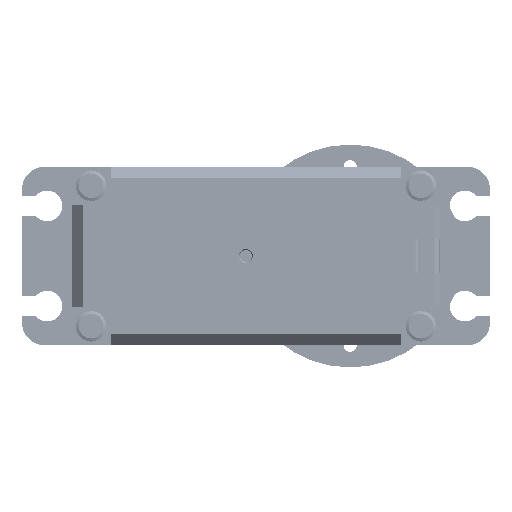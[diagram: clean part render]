
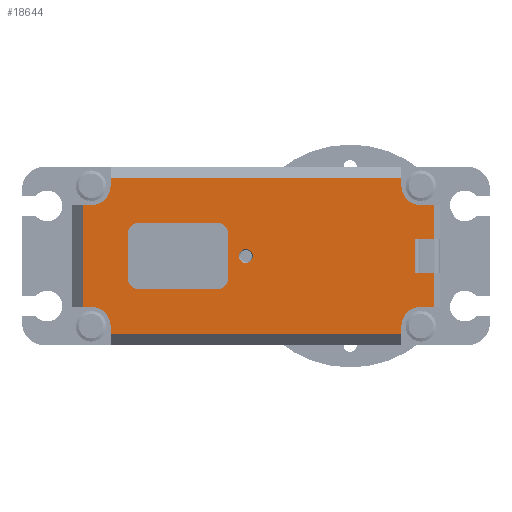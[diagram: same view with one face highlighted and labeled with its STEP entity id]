
A CAD part, front view. The second image highlights one B-rep face of the part: STEP entity #18644.
In plain terms, the highlighted planar face has unit normal (0, -1, 0).
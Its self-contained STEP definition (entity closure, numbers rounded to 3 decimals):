
#12802=DIRECTION('',(0.,0.,-1.));
#12803=VECTOR('',#12802,8.);
#12804=CARTESIAN_POINT('',(-23.,-40.5,4.));
#12805=LINE('',#12804,#12803);
#12809=DIRECTION('',(1.,0.,0.));
#12810=VECTOR('',#12809,14.);
#12811=CARTESIAN_POINT('',(-21.,-40.5,-6.));
#12812=LINE('',#12811,#12810);
#12816=DIRECTION('',(0.,0.,1.));
#12817=VECTOR('',#12816,8.);
#12818=CARTESIAN_POINT('',(-5.,-40.5,-4.));
#12819=LINE('',#12818,#12817);
#12823=DIRECTION('',(-1.,0.,0.));
#12824=VECTOR('',#12823,14.);
#12825=CARTESIAN_POINT('',(-7.,-40.5,6.));
#12826=LINE('',#12825,#12824);
#12830=CARTESIAN_POINT('',(-1.8,-40.5,0.));
#12831=DIRECTION('',(0.,1.,0.));
#12832=DIRECTION('',(1.,0.,0.));
#12833=AXIS2_PLACEMENT_3D('',#12830,#12831,#12832);
#12838=CARTESIAN_POINT('',(-1.8,-40.5,0.));
#12839=DIRECTION('',(0.,1.,0.));
#12840=DIRECTION('',(-1.,0.,0.));
#12841=AXIS2_PLACEMENT_3D('',#12838,#12839,#12840);
#12846=DIRECTION('',(0.,0.,1.));
#12847=VECTOR('',#12846,6.);
#12848=CARTESIAN_POINT('',(28.5,-40.5,-3.));
#12849=LINE('',#12848,#12847);
#12853=DIRECTION('',(0.,0.,-1.));
#12854=VECTOR('',#12853,6.1);
#12855=CARTESIAN_POINT('',(32.,-40.5,-3.));
#12856=LINE('',#12855,#12854);
#12860=DIRECTION('',(-1.,0.,0.));
#12861=VECTOR('',#12860,2.4);
#12862=CARTESIAN_POINT('',(32.,-40.5,-9.1));
#12863=LINE('',#12862,#12861);
#12867=CARTESIAN_POINT('',(29.6,-40.5,-12.6));
#12868=DIRECTION('',(0.,-1.,0.));
#12869=DIRECTION('',(0.,0.,1.));
#12870=AXIS2_PLACEMENT_3D('',#12867,#12868,#12869);
#12875=DIRECTION('',(0.,0.,1.));
#12876=VECTOR('',#12875,1.4);
#12877=CARTESIAN_POINT('',(26.1,-40.5,-14.));
#12878=LINE('',#12877,#12876);
#12882=DIRECTION('',(-1.,0.,0.));
#12883=VECTOR('',#12882,52.2);
#12884=CARTESIAN_POINT('',(26.1,-40.5,-14.));
#12885=LINE('',#12884,#12883);
#12889=DIRECTION('',(0.,0.,1.));
#12890=VECTOR('',#12889,1.4);
#12891=CARTESIAN_POINT('',(-26.1,-40.5,-14.));
#12892=LINE('',#12891,#12890);
#12896=CARTESIAN_POINT('',(-29.6,-40.5,-12.6));
#12897=DIRECTION('',(0.,-1.,0.));
#12898=DIRECTION('',(1.,0.,0.));
#12899=AXIS2_PLACEMENT_3D('',#12896,#12897,#12898);
#12904=DIRECTION('',(1.,0.,0.));
#12905=VECTOR('',#12904,1.4);
#12906=CARTESIAN_POINT('',(-31.,-40.5,-9.1));
#12907=LINE('',#12906,#12905);
#12911=DIRECTION('',(0.,0.,-1.));
#12912=VECTOR('',#12911,18.2);
#12913=CARTESIAN_POINT('',(-31.,-40.5,9.1));
#12914=LINE('',#12913,#12912);
#12918=DIRECTION('',(1.,0.,0.));
#12919=VECTOR('',#12918,1.4);
#12920=CARTESIAN_POINT('',(-31.,-40.5,9.1));
#12921=LINE('',#12920,#12919);
#12925=CARTESIAN_POINT('',(-29.6,-40.5,12.6));
#12926=DIRECTION('',(0.,-1.,0.));
#12927=DIRECTION('',(0.,0.,-1.));
#12928=AXIS2_PLACEMENT_3D('',#12925,#12926,#12927);
#12933=DIRECTION('',(0.,0.,-1.));
#12934=VECTOR('',#12933,1.4);
#12935=CARTESIAN_POINT('',(-26.1,-40.5,14.));
#12936=LINE('',#12935,#12934);
#12940=DIRECTION('',(1.,0.,0.));
#12941=VECTOR('',#12940,52.2);
#12942=CARTESIAN_POINT('',(-26.1,-40.5,14.));
#12943=LINE('',#12942,#12941);
#12947=DIRECTION('',(0.,0.,-1.));
#12948=VECTOR('',#12947,1.4);
#12949=CARTESIAN_POINT('',(26.1,-40.5,14.));
#12950=LINE('',#12949,#12948);
#12954=CARTESIAN_POINT('',(29.6,-40.5,12.6));
#12955=DIRECTION('',(0.,-1.,0.));
#12956=DIRECTION('',(-1.,0.,0.));
#12957=AXIS2_PLACEMENT_3D('',#12954,#12955,#12956);
#12962=DIRECTION('',(-1.,0.,0.));
#12963=VECTOR('',#12962,2.4);
#12964=CARTESIAN_POINT('',(32.,-40.5,9.1));
#12965=LINE('',#12964,#12963);
#12969=DIRECTION('',(0.,0.,-1.));
#12970=VECTOR('',#12969,6.1);
#12971=CARTESIAN_POINT('',(32.,-40.5,9.1));
#12972=LINE('',#12971,#12970);
#12990=CARTESIAN_POINT('',(-21.,-40.5,4.));
#12991=DIRECTION('',(0.,1.,0.));
#12992=DIRECTION('',(-1.,0.,0.));
#12993=AXIS2_PLACEMENT_3D('',#12990,#12991,#12992);
#15206=CARTESIAN_POINT('',(-7.,-40.5,4.));
#15207=DIRECTION('',(0.,1.,0.));
#15208=DIRECTION('',(0.,0.,1.));
#15209=AXIS2_PLACEMENT_3D('',#15206,#15207,#15208);
#15228=CARTESIAN_POINT('',(-7.,-40.5,-4.));
#15229=DIRECTION('',(0.,1.,0.));
#15230=DIRECTION('',(1.,0.,0.));
#15231=AXIS2_PLACEMENT_3D('',#15228,#15229,#15230);
#15250=CARTESIAN_POINT('',(-21.,-40.5,-4.));
#15251=DIRECTION('',(0.,1.,0.));
#15252=DIRECTION('',(0.,0.,-1.));
#15253=AXIS2_PLACEMENT_3D('',#15250,#15251,#15252);
#15332=DIRECTION('',(1.,0.,0.));
#15333=VECTOR('',#15332,3.5);
#15334=CARTESIAN_POINT('',(28.5,-40.5,3.));
#15335=LINE('',#15334,#15333);
#15367=DIRECTION('',(-1.,0.,0.));
#15368=VECTOR('',#15367,3.5);
#15369=CARTESIAN_POINT('',(32.,-40.5,-3.));
#15370=LINE('',#15369,#15368);
#17471=CARTESIAN_POINT('',(-29.6,-40.5,9.1));
#17472=CARTESIAN_POINT('',(-26.1,-40.5,12.6));
#17473=VERTEX_POINT('',#17471);
#17474=VERTEX_POINT('',#17472);
#17475=CARTESIAN_POINT('',(-26.1,-40.5,-12.6));
#17476=CARTESIAN_POINT('',(-29.6,-40.5,-9.1));
#17477=VERTEX_POINT('',#17475);
#17478=VERTEX_POINT('',#17476);
#17479=CARTESIAN_POINT('',(26.1,-40.5,12.6));
#17480=CARTESIAN_POINT('',(29.6,-40.5,9.1));
#17481=VERTEX_POINT('',#17479);
#17482=VERTEX_POINT('',#17480);
#17483=CARTESIAN_POINT('',(29.6,-40.5,-9.1));
#17484=CARTESIAN_POINT('',(26.1,-40.5,-12.6));
#17485=VERTEX_POINT('',#17483);
#17486=VERTEX_POINT('',#17484);
#17536=CARTESIAN_POINT('',(26.1,-40.5,14.));
#17538=VERTEX_POINT('',#17536);
#17539=CARTESIAN_POINT('',(-26.1,-40.5,14.));
#17540=VERTEX_POINT('',#17539);
#17544=CARTESIAN_POINT('',(-26.1,-40.5,-14.));
#17546=VERTEX_POINT('',#17544);
#17547=CARTESIAN_POINT('',(26.1,-40.5,-14.));
#17548=VERTEX_POINT('',#17547);
#17551=CARTESIAN_POINT('',(-31.,-40.5,-9.1));
#17553=VERTEX_POINT('',#17551);
#17557=CARTESIAN_POINT('',(-31.,-40.5,9.1));
#17558=VERTEX_POINT('',#17557);
#17963=CARTESIAN_POINT('',(-23.,-40.5,4.));
#17964=VERTEX_POINT('',#17963);
#17965=CARTESIAN_POINT('',(-21.,-40.5,6.));
#17966=VERTEX_POINT('',#17965);
#17971=CARTESIAN_POINT('',(-21.,-40.5,-6.));
#17972=VERTEX_POINT('',#17971);
#17973=CARTESIAN_POINT('',(-23.,-40.5,-4.));
#17974=VERTEX_POINT('',#17973);
#17979=CARTESIAN_POINT('',(-5.,-40.5,-4.));
#17980=VERTEX_POINT('',#17979);
#17981=CARTESIAN_POINT('',(-7.,-40.5,-6.));
#17982=VERTEX_POINT('',#17981);
#17987=CARTESIAN_POINT('',(-7.,-40.5,6.));
#17988=VERTEX_POINT('',#17987);
#17989=CARTESIAN_POINT('',(-5.,-40.5,4.));
#17990=VERTEX_POINT('',#17989);
#17991=CARTESIAN_POINT('',(-0.55,-40.5,0.));
#17992=CARTESIAN_POINT('',(-3.05,-40.5,0.));
#17993=VERTEX_POINT('',#17991);
#17994=VERTEX_POINT('',#17992);
#17999=CARTESIAN_POINT('',(32.,-40.5,9.1));
#18001=VERTEX_POINT('',#17999);
#18003=CARTESIAN_POINT('',(32.,-40.5,-9.1));
#18004=VERTEX_POINT('',#18003);
#18012=CARTESIAN_POINT('',(32.,-40.5,-3.));
#18014=VERTEX_POINT('',#18012);
#18016=CARTESIAN_POINT('',(32.,-40.5,3.));
#18018=VERTEX_POINT('',#18016);
#18075=CARTESIAN_POINT('',(28.5,-40.5,-3.));
#18076=CARTESIAN_POINT('',(28.5,-40.5,3.));
#18077=VERTEX_POINT('',#18075);
#18078=VERTEX_POINT('',#18076);
#18577=CARTESIAN_POINT('',(-33.,-40.5,16.));
#18578=DIRECTION('',(0.,-1.,0.));
#18579=DIRECTION('',(1.,0.,0.));
#18580=AXIS2_PLACEMENT_3D('',#18577,#18578,#18579);
#18581=PLANE('',#18580);
#18583=ORIENTED_EDGE('',*,*,#18582,.F.);
#18585=ORIENTED_EDGE('',*,*,#18584,.F.);
#18587=ORIENTED_EDGE('',*,*,#18586,.T.);
#18589=ORIENTED_EDGE('',*,*,#18588,.T.);
#18591=ORIENTED_EDGE('',*,*,#18590,.T.);
#18593=ORIENTED_EDGE('',*,*,#18592,.F.);
#18595=ORIENTED_EDGE('',*,*,#18594,.T.);
#18597=ORIENTED_EDGE('',*,*,#18596,.T.);
#18599=ORIENTED_EDGE('',*,*,#18598,.T.);
#18600=ORIENTED_EDGE('',*,*,#18568,.F.);
#18601=ORIENTED_EDGE('',*,*,#18557,.F.);
#18603=ORIENTED_EDGE('',*,*,#18602,.T.);
#18605=ORIENTED_EDGE('',*,*,#18604,.T.);
#18607=ORIENTED_EDGE('',*,*,#18606,.F.);
#18608=ORIENTED_EDGE('',*,*,#18282,.T.);
#18609=ORIENTED_EDGE('',*,*,#18301,.T.);
#18611=ORIENTED_EDGE('',*,*,#18610,.T.);
#18613=ORIENTED_EDGE('',*,*,#18612,.F.);
#18615=ORIENTED_EDGE('',*,*,#18614,.T.);
#18617=ORIENTED_EDGE('',*,*,#18616,.F.);
#18618=EDGE_LOOP('',(#18583,#18585,#18587,#18589,#18591,#18593,#18595,#18597,
#18599,#18600,#18601,#18603,#18605,#18607,#18608,#18609,#18611,#18613,#18615,
#18617));
#18619=FACE_OUTER_BOUND('',#18618,.F.);
#18621=ORIENTED_EDGE('',*,*,#18620,.F.);
#18623=ORIENTED_EDGE('',*,*,#18622,.F.);
#18624=EDGE_LOOP('',(#18621,#18623));
#18625=FACE_BOUND('',#18624,.F.);
#18627=ORIENTED_EDGE('',*,*,#18626,.T.);
#18629=ORIENTED_EDGE('',*,*,#18628,.F.);
#18631=ORIENTED_EDGE('',*,*,#18630,.T.);
#18633=ORIENTED_EDGE('',*,*,#18632,.F.);
#18635=ORIENTED_EDGE('',*,*,#18634,.T.);
#18637=ORIENTED_EDGE('',*,*,#18636,.F.);
#18639=ORIENTED_EDGE('',*,*,#18638,.T.);
#18641=ORIENTED_EDGE('',*,*,#18640,.F.);
#18642=EDGE_LOOP('',(#18627,#18629,#18631,#18633,#18635,#18637,#18639,#18641));
#18643=FACE_BOUND('',#18642,.F.);
#18644=ADVANCED_FACE('',(#18619,#18625,#18643),#18581,.T.);
#12834=CIRCLE('',#12833,1.25);
#12842=CIRCLE('',#12841,1.25);
#12871=CIRCLE('',#12870,3.5);
#12900=CIRCLE('',#12899,3.5);
#12929=CIRCLE('',#12928,3.5);
#12958=CIRCLE('',#12957,3.5);
#12994=CIRCLE('',#12993,2.);
#15210=CIRCLE('',#15209,2.);
#15232=CIRCLE('',#15231,2.);
#15254=CIRCLE('',#15253,2.);
#18282=EDGE_CURVE('',#17540,#17538,#12943,.T.);
#18301=EDGE_CURVE('',#17538,#17481,#12950,.T.);
#18557=EDGE_CURVE('',#17558,#17553,#12914,.T.);
#18568=EDGE_CURVE('',#17553,#17478,#12907,.T.);
#18582=EDGE_CURVE('',#18077,#18078,#12849,.T.);
#18584=EDGE_CURVE('',#18014,#18077,#15370,.T.);
#18586=EDGE_CURVE('',#18014,#18004,#12856,.T.);
#18588=EDGE_CURVE('',#18004,#17485,#12863,.T.);
#18590=EDGE_CURVE('',#17485,#17486,#12871,.T.);
#18592=EDGE_CURVE('',#17548,#17486,#12878,.T.);
#18594=EDGE_CURVE('',#17548,#17546,#12885,.T.);
#18596=EDGE_CURVE('',#17546,#17477,#12892,.T.);
#18598=EDGE_CURVE('',#17477,#17478,#12900,.T.);
#18602=EDGE_CURVE('',#17558,#17473,#12921,.T.);
#18604=EDGE_CURVE('',#17473,#17474,#12929,.T.);
#18606=EDGE_CURVE('',#17540,#17474,#12936,.T.);
#18610=EDGE_CURVE('',#17481,#17482,#12958,.T.);
#18612=EDGE_CURVE('',#18001,#17482,#12965,.T.);
#18614=EDGE_CURVE('',#18001,#18018,#12972,.T.);
#18616=EDGE_CURVE('',#18078,#18018,#15335,.T.);
#18620=EDGE_CURVE('',#17993,#17994,#12834,.T.);
#18622=EDGE_CURVE('',#17994,#17993,#12842,.T.);
#18626=EDGE_CURVE('',#17964,#17974,#12805,.T.);
#18628=EDGE_CURVE('',#17972,#17974,#15254,.T.);
#18630=EDGE_CURVE('',#17972,#17982,#12812,.T.);
#18632=EDGE_CURVE('',#17980,#17982,#15232,.T.);
#18634=EDGE_CURVE('',#17980,#17990,#12819,.T.);
#18636=EDGE_CURVE('',#17988,#17990,#15210,.T.);
#18638=EDGE_CURVE('',#17988,#17966,#12826,.T.);
#18640=EDGE_CURVE('',#17964,#17966,#12994,.T.);
